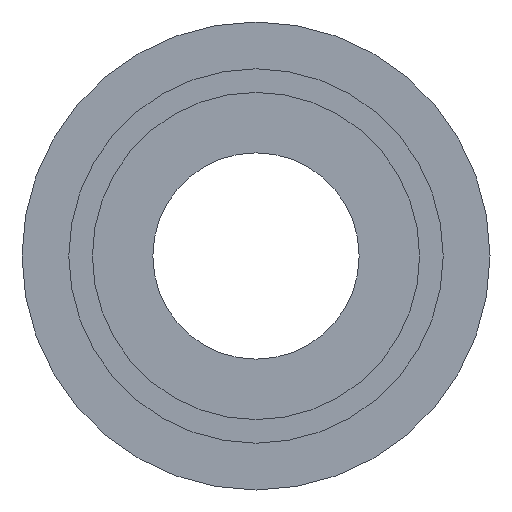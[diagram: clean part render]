
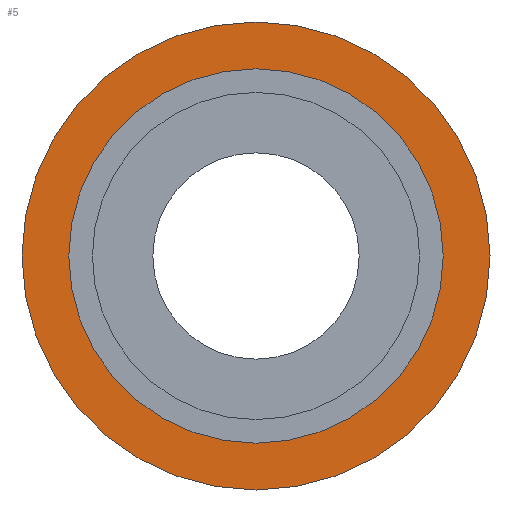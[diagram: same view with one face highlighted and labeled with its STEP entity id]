
A CAD part, front view. The second image highlights one B-rep face of the part: STEP entity #5.
In plain terms, the highlighted planar face has unit normal (0, -1, 0).
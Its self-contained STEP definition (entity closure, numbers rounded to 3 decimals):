
#5 = ADVANCED_FACE ( 'NONE', ( #539, #412 ), #358, .F. ) ;
#26 = AXIS2_PLACEMENT_3D ( 'NONE', #152, #264, #108 ) ;
#42 = EDGE_CURVE ( 'NONE', #48, #580, #149, .T. ) ;
#48 = VERTEX_POINT ( 'NONE', #331 ) ;
#51 = AXIS2_PLACEMENT_3D ( 'NONE', #352, #63, #413 ) ;
#55 = CIRCLE ( 'NONE', #172, 15.875 ) ;
#58 = ORIENTED_EDGE ( 'NONE', *, *, #121, .F. ) ;
#63 = DIRECTION ( 'NONE',  ( 0., 1., 0. ) ) ;
#69 = VERTEX_POINT ( 'NONE', #383 ) ;
#77 = EDGE_LOOP ( 'NONE', ( #211, #514 ) ) ;
#96 = DIRECTION ( 'NONE',  ( 0., 1., 0. ) ) ;
#107 = CIRCLE ( 'NONE', #570, 12.55 ) ;
#108 = DIRECTION ( 'NONE',  ( 0., 0., 1. ) ) ;
#121 = EDGE_CURVE ( 'NONE', #69, #420, #330, .T. ) ;
#149 = CIRCLE ( 'NONE', #51, 12.55 ) ;
#152 = CARTESIAN_POINT ( 'NONE',  ( 12.55, 5., 0. ) ) ;
#172 = AXIS2_PLACEMENT_3D ( 'NONE', #437, #96, #173 ) ;
#173 = DIRECTION ( 'NONE',  ( 0., 0., 1. ) ) ;
#211 = ORIENTED_EDGE ( 'NONE', *, *, #355, .T. ) ;
#234 = DIRECTION ( 'NONE',  ( 0., 0., 1. ) ) ;
#264 = DIRECTION ( 'NONE',  ( 0., 1., 0. ) ) ;
#266 = CARTESIAN_POINT ( 'NONE',  ( 0., 5., 12.55 ) ) ;
#317 = CARTESIAN_POINT ( 'NONE',  ( 0., 5., 0. ) ) ;
#330 = CIRCLE ( 'NONE', #332, 15.875 ) ;
#331 = CARTESIAN_POINT ( 'NONE',  ( 0., 5., -12.55 ) ) ;
#332 = AXIS2_PLACEMENT_3D ( 'NONE', #577, #619, #502 ) ;
#352 = CARTESIAN_POINT ( 'NONE',  ( 0., 5., 0. ) ) ;
#355 = EDGE_CURVE ( 'NONE', #580, #48, #107, .T. ) ;
#358 = PLANE ( 'NONE',  #26 ) ;
#383 = CARTESIAN_POINT ( 'NONE',  ( 0., 5., 15.875 ) ) ;
#412 = FACE_BOUND ( 'NONE', #77, .T. ) ;
#413 = DIRECTION ( 'NONE',  ( 0., 0., 1. ) ) ;
#420 = VERTEX_POINT ( 'NONE', #431 ) ;
#424 = EDGE_CURVE ( 'NONE', #420, #69, #55, .T. ) ;
#428 = EDGE_LOOP ( 'NONE', ( #58, #494 ) ) ;
#431 = CARTESIAN_POINT ( 'NONE',  ( 0., 5., -15.875 ) ) ;
#437 = CARTESIAN_POINT ( 'NONE',  ( 0., 5., 0. ) ) ;
#494 = ORIENTED_EDGE ( 'NONE', *, *, #424, .F. ) ;
#502 = DIRECTION ( 'NONE',  ( 0., 0., 1. ) ) ;
#514 = ORIENTED_EDGE ( 'NONE', *, *, #42, .T. ) ;
#539 = FACE_OUTER_BOUND ( 'NONE', #428, .T. ) ;
#570 = AXIS2_PLACEMENT_3D ( 'NONE', #317, #624, #234 ) ;
#577 = CARTESIAN_POINT ( 'NONE',  ( 0., 5., 0. ) ) ;
#580 = VERTEX_POINT ( 'NONE', #266 ) ;
#619 = DIRECTION ( 'NONE',  ( 0., 1., 0. ) ) ;
#624 = DIRECTION ( 'NONE',  ( 0., 1., 0. ) ) ;
